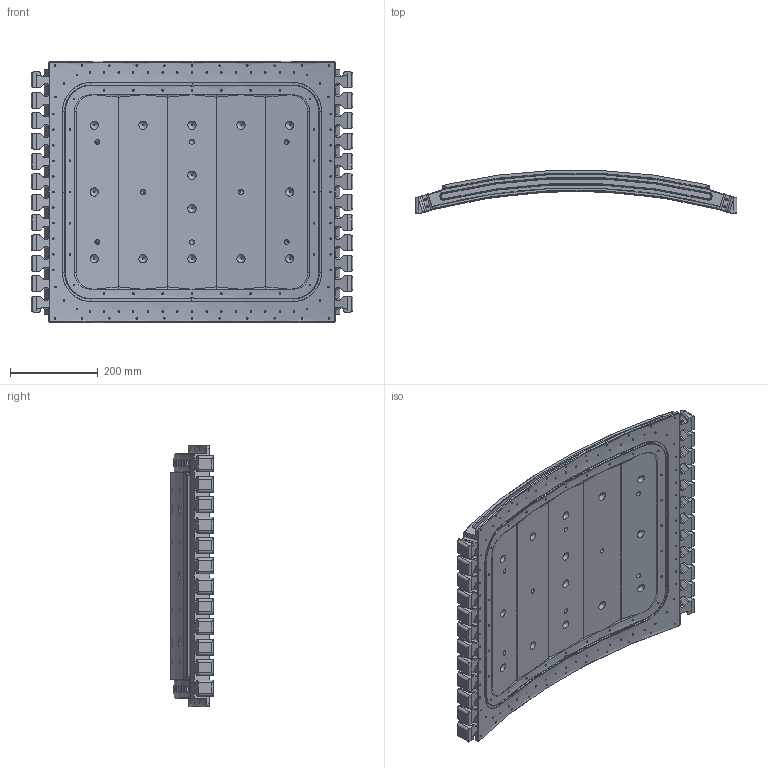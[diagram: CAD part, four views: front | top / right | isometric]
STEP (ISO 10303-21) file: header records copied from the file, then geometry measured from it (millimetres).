
FILE_DESCRIPTION(/* description */ (''),/* implementation_level */ '2;1');
FILE_NAME(/* name */ 'LMAP005010008-001_1.17_BLANKING PLATE_RELEASED.step',/* time_stamp */ '2026-01-17T12:53:41-07:00',/* author */ (''),/* organization */ (''),/* preprocessor_version */ 'ST-DEVELOPER v20.1',/* originating_system */ 'Autodesk Translation Framework v14.21.0.0',/* authorisation */ '');
FILE_SCHEMA (('AUTOMOTIVE_DESIGN { 1 0 10303 214 3 1 1 }'));
Products named in the file (1): LMAP005010008-001
Bounding box: 734.31 x 97.29 x 596.48 mm (x, y, z)
Volume: 16794954.3 mm3; surface area: 1226575.1 mm2
Topology: 1 solids, 1 shells, 1046 faces, 2956 edges, 1914 vertices
Faces by surface type: cylinder 473, plane 252, cone 175, bspline 120, torus 18, sphere 8
Full cylindrical faces by diameter (mm): 3.454 x98, 4.039 x28, 5.41 x8, 10.716 x29, 16.053 x32
Entity records: 49865 total; most frequent: CARTESIAN_POINT 23721, ORIENTED_EDGE 5650, DIRECTION 5040, EDGE_CURVE 2825, VERTEX_POINT 1914, AXIS2_PLACEMENT_3D 1827, LINE 1386, VECTOR 1386
